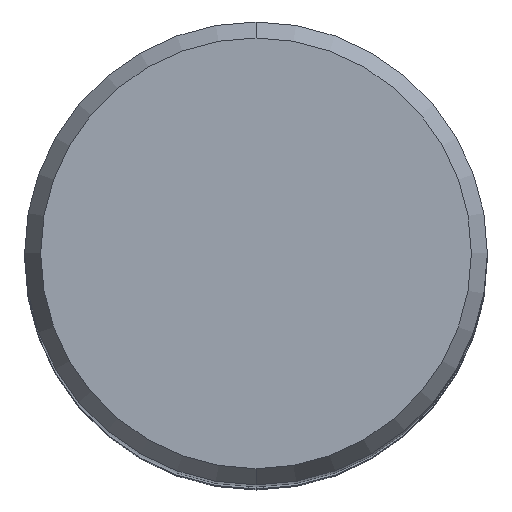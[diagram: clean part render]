
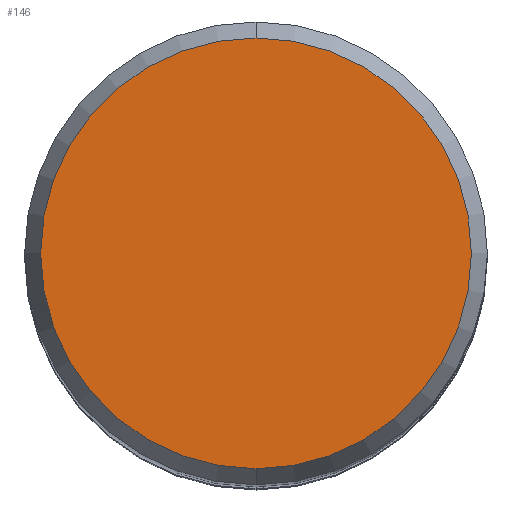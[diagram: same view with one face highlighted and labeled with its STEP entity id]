
A CAD part, top view. The second image highlights one B-rep face of the part: STEP entity #146.
In plain terms, the highlighted planar face has unit normal (0, 0, 1).
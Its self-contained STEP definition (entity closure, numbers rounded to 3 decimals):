
#120=VERTEX_POINT('',#309);
#146=ADVANCED_FACE('',(#338),#339,.T.);
#164=VERTEX_POINT('',#362);
#248=EDGE_CURVE('',#120,#164,#457,.T.);
#274=EDGE_CURVE('',#164,#120,#486,.T.);
#309=CARTESIAN_POINT('',(0.,-9.307,0.0));
#338=FACE_OUTER_BOUND('',#549,.T.);
#339=PLANE('',#550);
#362=CARTESIAN_POINT('',(0.0,9.307,0.0));
#457=CIRCLE('',#696,9.307);
#486=CIRCLE('',#737,9.307);
#549=EDGE_LOOP('',(#792,#793));
#550=AXIS2_PLACEMENT_3D('',#794,#795,#796);
#696=AXIS2_PLACEMENT_3D('',#943,#944,#945);
#737=AXIS2_PLACEMENT_3D('',#983,#984,#985);
#792=ORIENTED_EDGE('',*,*,#274,.F.);
#793=ORIENTED_EDGE('',*,*,#248,.F.);
#794=CARTESIAN_POINT('',(0.0,4.654,0.0));
#795=DIRECTION('',(-0.0,0.0,1.0));
#796=DIRECTION('',(0.0,-1.0,0.0));
#943=CARTESIAN_POINT('',(0.0,0.0,0.0));
#944=DIRECTION('',(0.0,0.0,-1.0));
#945=DIRECTION('',(0.0,1.0,0.0));
#983=CARTESIAN_POINT('',(0.0,0.0,0.0));
#984=DIRECTION('',(0.0,0.0,-1.0));
#985=DIRECTION('',(0.0,1.0,0.0));
